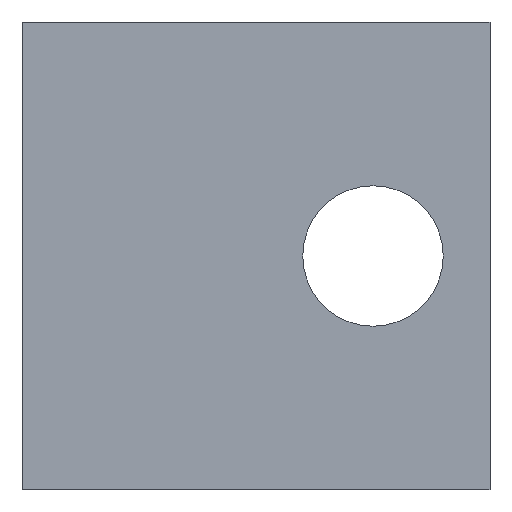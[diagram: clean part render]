
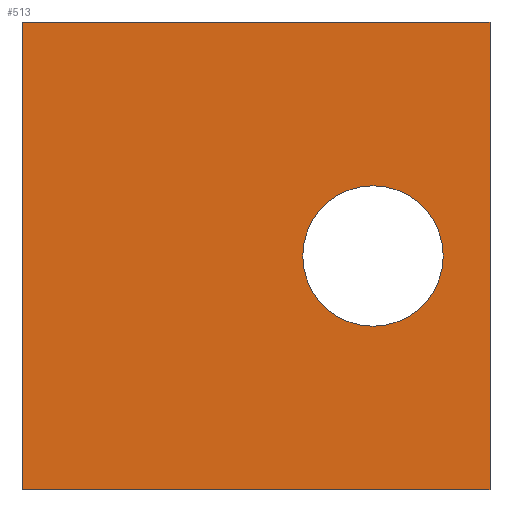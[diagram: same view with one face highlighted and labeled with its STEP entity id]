
A CAD part, front view. The second image highlights one B-rep face of the part: STEP entity #513.
In plain terms, the highlighted planar face has unit normal (0, -1, 0).
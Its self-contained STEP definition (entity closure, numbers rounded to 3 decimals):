
#301=CARTESIAN_POINT('',(27.0,0.,0.0));
#302=VERTEX_POINT('',#301);
#303=CARTESIAN_POINT('',(22.5,0.,0.0));
#304=DIRECTION('',(0.0,1.0,0.0));
#305=DIRECTION('',(1.0,0.0,0.0));
#306=AXIS2_PLACEMENT_3D('',#303,#304,#305);
#307=CIRCLE('',#306,4.5);
#308=EDGE_CURVE('',#302,#302,#307,.T.);
#318=CARTESIAN_POINT('',(0.0,0.0,-15.0));
#319=VERTEX_POINT('',#318);
#320=CARTESIAN_POINT('',(30.0,0.,-15.0));
#321=VERTEX_POINT('',#320);
#322=CARTESIAN_POINT('',(0.0,0.0,-15.0));
#323=DIRECTION('',(1.0,0.0,0.0));
#324=VECTOR('',#323,30.0);
#325=LINE('',#322,#324);
#326=EDGE_CURVE('',#319,#321,#325,.T.);
#468=CARTESIAN_POINT('',(30.0,0.,15.0));
#469=VERTEX_POINT('',#468);
#476=CARTESIAN_POINT('',(30.0,0.,15.0));
#477=DIRECTION('',(0.0,0.0,-1.0));
#478=VECTOR('',#477,30.0);
#479=LINE('',#476,#478);
#480=EDGE_CURVE('',#469,#321,#479,.T.);
#487=CARTESIAN_POINT('',(30.0,0.,0.0));
#488=DIRECTION('',(0.0,-1.0,0.0));
#489=DIRECTION('',(0.0,0.0,-1.0));
#490=AXIS2_PLACEMENT_3D('',#487,#488,#489);
#491=PLANE('',#490);
#492=CARTESIAN_POINT('',(0.0,0.0,15.0));
#493=VERTEX_POINT('',#492);
#494=CARTESIAN_POINT('',(30.0,0.,15.0));
#495=DIRECTION('',(-1.0,0.0,0.0));
#496=VECTOR('',#495,30.0);
#497=LINE('',#494,#496);
#498=EDGE_CURVE('',#469,#493,#497,.T.);
#499=ORIENTED_EDGE('',*,*,#498,.T.);
#500=CARTESIAN_POINT('',(0.0,0.0,-15.0));
#501=DIRECTION('',(0.0,0.0,1.0));
#502=VECTOR('',#501,30.0);
#503=LINE('',#500,#502);
#504=EDGE_CURVE('',#319,#493,#503,.T.);
#505=ORIENTED_EDGE('',*,*,#504,.F.);
#506=ORIENTED_EDGE('',*,*,#326,.T.);
#507=ORIENTED_EDGE('',*,*,#480,.F.);
#508=EDGE_LOOP('',(#499,#505,#506,#507));
#509=FACE_OUTER_BOUND('',#508,.T.);
#510=ORIENTED_EDGE('',*,*,#308,.T.);
#511=EDGE_LOOP('',(#510));
#512=FACE_BOUND('',#511,.T.);
#513=ADVANCED_FACE('',(#509,#512),#491,.T.);
